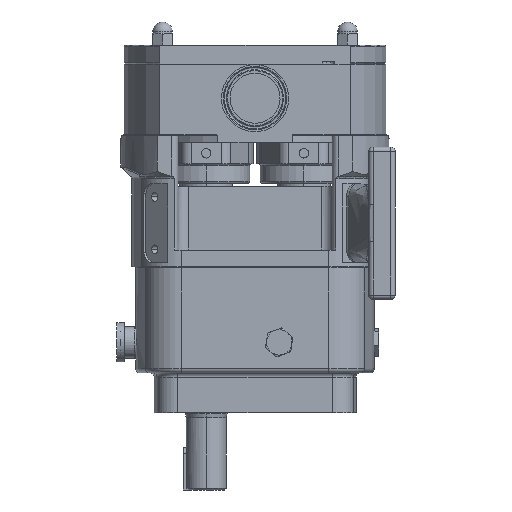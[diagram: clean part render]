
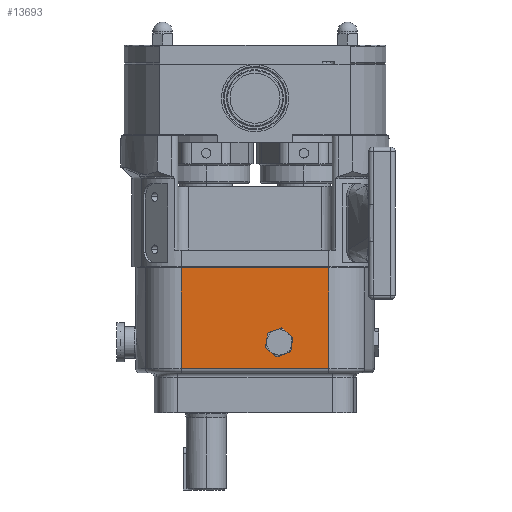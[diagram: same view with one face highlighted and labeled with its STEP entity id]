
A CAD part, left-side view. The second image highlights one B-rep face of the part: STEP entity #13693.
In plain terms, the highlighted planar face has unit normal (-1, 0, 0).
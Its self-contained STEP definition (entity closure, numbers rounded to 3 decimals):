
#273 = DIRECTION ( 'NONE',  ( 0., 1., 0. ) ) ;
#316 = VERTEX_POINT ( 'NONE', #16902 ) ;
#655 = CARTESIAN_POINT ( 'NONE',  ( -84., -70.13, -96. ) ) ;
#864 = CARTESIAN_POINT ( 'NONE',  ( -84., -70.13, 0. ) ) ;
#988 = CARTESIAN_POINT ( 'NONE',  ( -84., -58.061, -114.933 ) ) ;
#1722 = DIRECTION ( 'NONE',  ( 0., -0.778, -0.629 ) ) ;
#2504 = EDGE_CURVE ( 'NONE', #27081, #5223, #14078, .T. ) ;
#2900 = ORIENTED_EDGE ( 'NONE', *, *, #18413, .T. ) ;
#3162 = VECTOR ( 'NONE', #7823, 1000. ) ;
#3419 = DIRECTION ( 'NONE',  ( 1., 0., 0. ) ) ;
#4093 = DIRECTION ( 'NONE',  ( 0., -1., 0. ) ) ;
#4364 = LINE ( 'NONE', #8459, #5874 ) ;
#4912 = EDGE_CURVE ( 'NONE', #25693, #8548, #12775, .T. ) ;
#5223 = VERTEX_POINT ( 'NONE', #23589 ) ;
#5612 = DIRECTION ( 'NONE',  ( 0., 0., -1. ) ) ;
#5874 = VECTOR ( 'NONE', #4093, 1000. ) ;
#5927 = EDGE_CURVE ( 'NONE', #11741, #11250, #4364, .T. ) ;
#5934 = LINE ( 'NONE', #988, #3162 ) ;
#7216 = ORIENTED_EDGE ( 'NONE', *, *, #27554, .T. ) ;
#7288 = DIRECTION ( 'NONE',  ( 0., -0.933, 0.359 ) ) ;
#7633 = ORIENTED_EDGE ( 'NONE', *, *, #4912, .T. ) ;
#7801 = VECTOR ( 'NONE', #9033, 1000. ) ;
#7823 = DIRECTION ( 'NONE',  ( 0., 0.778, 0.629 ) ) ;
#8063 = ORIENTED_EDGE ( 'NONE', *, *, #2504, .T. ) ;
#8459 = CARTESIAN_POINT ( 'NONE',  ( -84., -70.13, -96. ) ) ;
#8548 = VERTEX_POINT ( 'NONE', #20351 ) ;
#8752 = EDGE_CURVE ( 'NONE', #11741, #5223, #25221, .T. ) ;
#8940 = LINE ( 'NONE', #23880, #15156 ) ;
#9033 = DIRECTION ( 'NONE',  ( 0., 0.156, -0.988 ) ) ;
#9279 = CARTESIAN_POINT ( 'NONE',  ( -84., -25.178, -57.166 ) ) ;
#9465 = CARTESIAN_POINT ( 'NONE',  ( -84., -49.969, -47.623 ) ) ;
#9707 = EDGE_CURVE ( 'NONE', #11864, #316, #8940, .T. ) ;
#10426 = VERTEX_POINT ( 'NONE', #23506 ) ;
#11250 = VERTEX_POINT ( 'NONE', #655 ) ;
#11515 = VECTOR ( 'NONE', #18852, 1000. ) ;
#11741 = VERTEX_POINT ( 'NONE', #26483 ) ;
#11864 = VERTEX_POINT ( 'NONE', #14613 ) ;
#12775 = LINE ( 'NONE', #21582, #17061 ) ;
#12911 = DIRECTION ( 'NONE',  ( 0., -0.156, 0.988 ) ) ;
#13387 = CARTESIAN_POINT ( 'NONE',  ( -84., -31.666, -93.944 ) ) ;
#13693 = ADVANCED_FACE ( 'NONE', ( #23261, #16622 ), #21372, .F. ) ;
#13758 = DIRECTION ( 'NONE',  ( 0., 0., 1. ) ) ;
#13889 = ORIENTED_EDGE ( 'NONE', *, *, #5927, .T. ) ;
#14078 = LINE ( 'NONE', #864, #19126 ) ;
#14613 = CARTESIAN_POINT ( 'NONE',  ( -84., -9.93, -76.031 ) ) ;
#15156 = VECTOR ( 'NONE', #12911, 1000. ) ;
#15542 = VECTOR ( 'NONE', #13758, 1000. ) ;
#16128 = VERTEX_POINT ( 'NONE', #21457 ) ;
#16236 = ORIENTED_EDGE ( 'NONE', *, *, #26902, .T. ) ;
#16622 = FACE_OUTER_BOUND ( 'NONE', #26113, .T. ) ;
#16902 = CARTESIAN_POINT ( 'NONE',  ( -84., -12.108, -62.197 ) ) ;
#17061 = VECTOR ( 'NONE', #1722, 1000. ) ;
#17092 = ORIENTED_EDGE ( 'NONE', *, *, #8752, .F. ) ;
#17629 = VECTOR ( 'NONE', #21316, 1000. ) ;
#17707 = ORIENTED_EDGE ( 'NONE', *, *, #22762, .T. ) ;
#18236 = LINE ( 'NONE', #23381, #15542 ) ;
#18413 = EDGE_CURVE ( 'NONE', #16128, #10426, #19569, .T. ) ;
#18515 = CARTESIAN_POINT ( 'NONE',  ( -84., -70.13, 0. ) ) ;
#18852 = DIRECTION ( 'NONE',  ( 0., 0., 1. ) ) ;
#19126 = VECTOR ( 'NONE', #273, 1000. ) ;
#19569 = LINE ( 'NONE', #23640, #17629 ) ;
#20091 = EDGE_LOOP ( 'NONE', ( #7216, #2900, #16236, #22956, #17707, #7633 ) ) ;
#20321 = LINE ( 'NONE', #13387, #7801 ) ;
#20351 = CARTESIAN_POINT ( 'NONE',  ( -84., -36.07, -65.969 ) ) ;
#20597 = VECTOR ( 'NONE', #7288, 1000. ) ;
#21316 = DIRECTION ( 'NONE',  ( 0., 0.933, -0.359 ) ) ;
#21372 = PLANE ( 'NONE',  #24701 ) ;
#21457 = CARTESIAN_POINT ( 'NONE',  ( -84., -33.892, -79.803 ) ) ;
#21582 = CARTESIAN_POINT ( 'NONE',  ( -84., -73.309, -96.067 ) ) ;
#22762 = EDGE_CURVE ( 'NONE', #316, #25693, #26961, .T. ) ;
#22956 = ORIENTED_EDGE ( 'NONE', *, *, #9707, .T. ) ;
#23261 = FACE_BOUND ( 'NONE', #20091, .T. ) ;
#23381 = CARTESIAN_POINT ( 'NONE',  ( -84., -70.13, -100. ) ) ;
#23506 = CARTESIAN_POINT ( 'NONE',  ( -84., -20.822, -84.834 ) ) ;
#23589 = CARTESIAN_POINT ( 'NONE',  ( -84., 70.13, 0. ) ) ;
#23640 = CARTESIAN_POINT ( 'NONE',  ( -84., -58.683, -70.261 ) ) ;
#23880 = CARTESIAN_POINT ( 'NONE',  ( -84., -7.704, -90.172 ) ) ;
#24205 = EDGE_CURVE ( 'NONE', #11250, #27081, #18236, .T. ) ;
#24701 = AXIS2_PLACEMENT_3D ( 'NONE', #25433, #3419, #5612 ) ;
#25221 = LINE ( 'NONE', #25367, #11515 ) ;
#25367 = CARTESIAN_POINT ( 'NONE',  ( -84., 70.13, -100. ) ) ;
#25433 = CARTESIAN_POINT ( 'NONE',  ( -84., -70.13, -100. ) ) ;
#25693 = VERTEX_POINT ( 'NONE', #9279 ) ;
#26013 = ORIENTED_EDGE ( 'NONE', *, *, #24205, .T. ) ;
#26113 = EDGE_LOOP ( 'NONE', ( #17092, #13889, #26013, #8063 ) ) ;
#26483 = CARTESIAN_POINT ( 'NONE',  ( -84., 70.13, -96. ) ) ;
#26902 = EDGE_CURVE ( 'NONE', #10426, #11864, #5934, .T. ) ;
#26961 = LINE ( 'NONE', #9465, #20597 ) ;
#27081 = VERTEX_POINT ( 'NONE', #18515 ) ;
#27554 = EDGE_CURVE ( 'NONE', #8548, #16128, #20321, .T. ) ;
